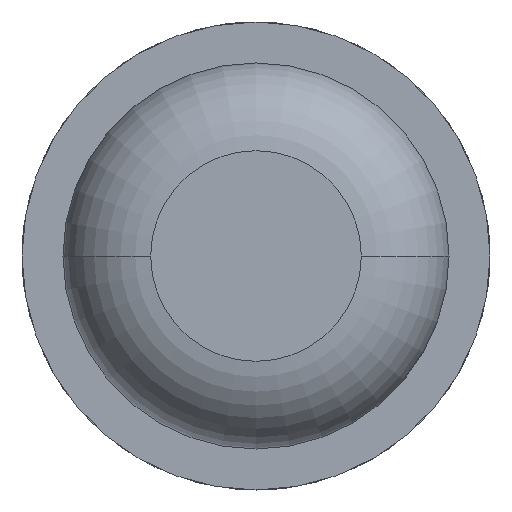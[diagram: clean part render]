
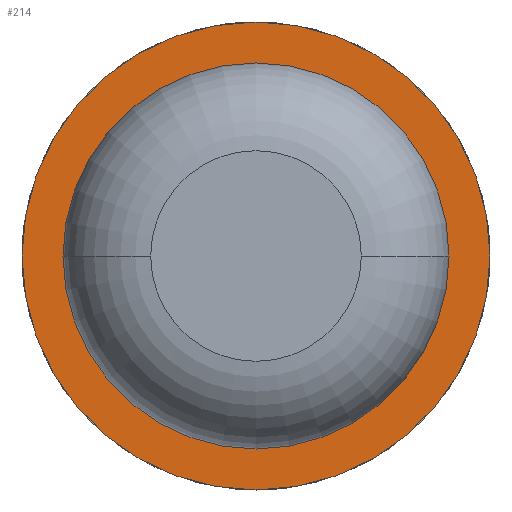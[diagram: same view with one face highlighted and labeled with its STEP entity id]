
A CAD part, front view. The second image highlights one B-rep face of the part: STEP entity #214.
In plain terms, the highlighted planar face has unit normal (0, -1, 0).
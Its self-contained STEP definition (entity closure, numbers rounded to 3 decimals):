
#37 = EDGE_CURVE ( 'Defeature ausgef�hrt1_8+Defeature ausgef�hrt1_7+Defeature ausgef�hrt1_7+Defeature ausgef�hrt1_7', #2040, #1885, #1949, .T. ) ;
#115 = CARTESIAN_POINT ( 'NONE',  ( -1., -6., 0. ) ) ;
#138 = DIRECTION ( 'NONE',  ( -1., 0., 0. ) ) ;
#212 = AXIS2_PLACEMENT_3D ( 'NONE', #1567, #1577, #599 ) ;
#214 = ADVANCED_FACE ( 'Defeature ausgef�hrt1_7', ( #2151, #2103 ), #2237, .F. ) ;
#443 = CIRCLE ( 'NONE', #3451, 0.825 ) ;
#545 = VERTEX_POINT ( 'NONE', #3870 ) ;
#599 = DIRECTION ( 'NONE',  ( -1., 0., 0. ) ) ;
#654 = CIRCLE ( 'NONE', #1202, 0.825 ) ;
#1073 = DIRECTION ( 'NONE',  ( 0., 1., 0. ) ) ;
#1099 = DIRECTION ( 'NONE',  ( 0., 1., 0. ) ) ;
#1108 = DIRECTION ( 'NONE',  ( 0., 1., 0. ) ) ;
#1139 = ORIENTED_EDGE ( 'NONE', *, *, #3793, .T. ) ;
#1202 = AXIS2_PLACEMENT_3D ( 'NONE', #3046, #1099, #1753 ) ;
#1235 = ORIENTED_EDGE ( 'NONE', *, *, #37, .F. ) ;
#1446 = CIRCLE ( 'NONE', #2071, 1. ) ;
#1481 = CARTESIAN_POINT ( 'NONE',  ( 0., -6., 0. ) ) ;
#1512 = EDGE_CURVE ( 'Defeature ausgef�hrt1_7+Defeature ausgef�hrt1_0+Defeature ausgef�hrt1_0+Defeature ausgef�hrt1_0', #545, #3104, #443, .T. ) ;
#1567 = CARTESIAN_POINT ( 'NONE',  ( 0.825, -6., 0. ) ) ;
#1577 = DIRECTION ( 'NONE',  ( 0., 1., 0. ) ) ;
#1745 = ORIENTED_EDGE ( 'NONE', *, *, #1776, .F. ) ;
#1753 = DIRECTION ( 'NONE',  ( -1., 0., 0. ) ) ;
#1776 = EDGE_CURVE ( 'Defeature ausgef�hrt1_8+Defeature ausgef�hrt1_7+Defeature ausgef�hrt1_7+Defeature ausgef�hrt1_7', #1885, #2040, #1446, .T. ) ;
#1885 = VERTEX_POINT ( 'NONE', #3307 ) ;
#1932 = EDGE_LOOP ( 'NONE', ( #1235, #1745 ) ) ;
#1936 = AXIS2_PLACEMENT_3D ( 'NONE', #1481, #3778, #2469 ) ;
#1949 = CIRCLE ( 'NONE', #1936, 1. ) ;
#2040 = VERTEX_POINT ( 'NONE', #115 ) ;
#2071 = AXIS2_PLACEMENT_3D ( 'NONE', #2072, #1073, #138 ) ;
#2072 = CARTESIAN_POINT ( 'NONE',  ( 0., -6., 0. ) ) ;
#2077 = DIRECTION ( 'NONE',  ( -1., 0., 0. ) ) ;
#2103 = FACE_BOUND ( 'NONE', #3021, .T. ) ;
#2151 = FACE_OUTER_BOUND ( 'NONE', #1932, .T. ) ;
#2237 = PLANE ( 'NONE',  #212 ) ;
#2469 = DIRECTION ( 'NONE',  ( -1., 0., 0. ) ) ;
#3021 = EDGE_LOOP ( 'NONE', ( #1139, #3168 ) ) ;
#3046 = CARTESIAN_POINT ( 'NONE',  ( 0., -6., 0. ) ) ;
#3104 = VERTEX_POINT ( 'NONE', #3651 ) ;
#3168 = ORIENTED_EDGE ( 'NONE', *, *, #1512, .T. ) ;
#3307 = CARTESIAN_POINT ( 'NONE',  ( 1., -6., 0. ) ) ;
#3451 = AXIS2_PLACEMENT_3D ( 'NONE', #4018, #1108, #2077 ) ;
#3651 = CARTESIAN_POINT ( 'NONE',  ( -0.825, -6., 0. ) ) ;
#3778 = DIRECTION ( 'NONE',  ( 0., 1., 0. ) ) ;
#3793 = EDGE_CURVE ( 'Defeature ausgef�hrt1_7+Defeature ausgef�hrt1_0+Defeature ausgef�hrt1_0+Defeature ausgef�hrt1_0', #3104, #545, #654, .T. ) ;
#3870 = CARTESIAN_POINT ( 'NONE',  ( 0.825, -6., 0. ) ) ;
#4018 = CARTESIAN_POINT ( 'NONE',  ( 0., -6., 0. ) ) ;
